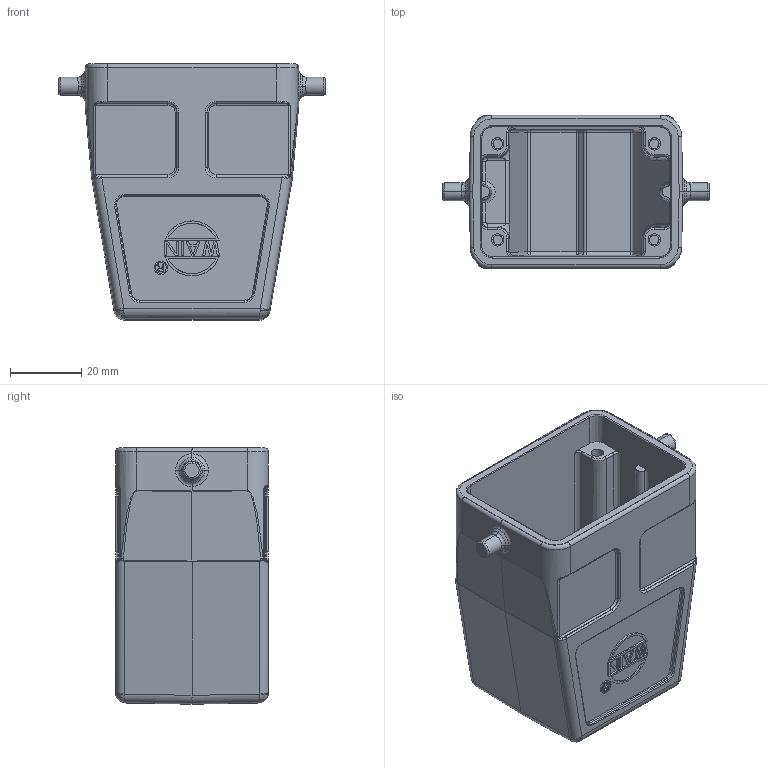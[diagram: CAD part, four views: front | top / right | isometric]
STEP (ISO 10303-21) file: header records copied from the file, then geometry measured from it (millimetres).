
FILE_DESCRIPTION((''),'2;1');
FILE_NAME('3D_1110064105002_H6B-TEH-2B-M20','2020-09-29T',('lian.chen'),(''),'PRO/ENGINEER BY PARAMETRIC TECHNOLOGY CORPORATION, 2012480','PRO/ENGINEER BY PARAMETRIC TECHNOLOGY CORPORATION, 2012480','');
FILE_SCHEMA(('AUTOMOTIVE_DESIGN { 1 0 10303 214 1 1 1 1 }'));
Length unit declared in the file: millimetre
Products named in the file (1): 3D_1110064105002_H6B-TEH-2B-M20
Bounding box: 75 x 43 x 72.1 mm (x, y, z)
Volume: 58077.2 mm3; surface area: 28833.4 mm2
Topology: 1 solids, 1 shells, 605 faces, 1448 edges, 872 vertices
Faces by surface type: plane 244, cylinder 162, bspline 86, torus 77, cone 18, sphere 10, extrusion 8
Entity records: 22703 total; most frequent: CARTESIAN_POINT 9074, ORIENTED_EDGE 2876, DIRECTION 2653, EDGE_CURVE 1438, AXIS2_PLACEMENT_3D 935, VERTEX_POINT 872, VECTOR 783, LINE 775
